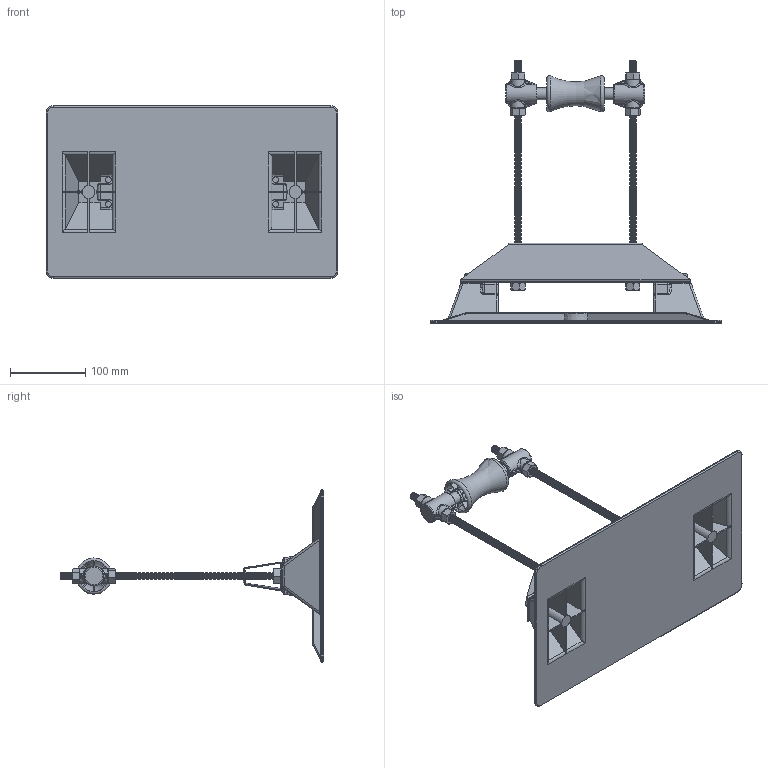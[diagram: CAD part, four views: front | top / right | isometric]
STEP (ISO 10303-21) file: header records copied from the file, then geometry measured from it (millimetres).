
FILE_DESCRIPTION((''),'2;1');
FILE_NAME('3-RAH-12.stp','2012-11-21T09:41:28',('rdavis'),(''),'Autodesk Inventor 2013','Autodesk Inventor 2013','');
FILE_SCHEMA(('AUTOMOTIVE_DESIGN { 1 0 10303 214 1 1 1 1 }'));
Length unit declared in the file: inch
Products named in the file (11): 3-RAH-12; Hex Nut_AI_HNUT 0; all metal and plastic shafts_3-RAH; NewCollarCapThickFinal; Rollers_3_ Roller; Sub assembly - No Logo; 9x15.25 No Logo; HEX BOLT 0; strut assembly; STRUT; All Thread_.375 X 12
Assembly tree (21 placements, depth 4):
  3-RAH-12
    Hex Nut_AI_HNUT 0  x4
    all metal and plastic shafts_3-RAH
    NewCollarCapThickFinal  x2
    Rollers_3_ Roller
    Sub assembly - No Logo
      9x15.25 No Logo
      HEX BOLT 0  x2
      strut assembly
        Hex Nut_AI_HNUT 0  x4
        STRUT  x2
        All Thread_.375 X 12  x2
Bounding box: 387.35 x 349.12 x 228.6 mm (x, y, z)
Volume: 694557.2 mm3; surface area: 459380.6 mm2
Topology: 19 solids, 19 shells, 2844 faces, 7265 edges, 4566 vertices
Faces by surface type: plane 1003, cone 835, cylinder 612, bspline 298, torus 76, sphere 20
Full cylindrical faces by diameter (mm): 3.556 x4, 7.62 x4, 9.347 x8, 9.525 x342, 9.652 x2, 9.922 x4, 10.312 x4, 11.1 x4, 11.113 x8, 12.7 x2, 12.954 x2, 14.275 x4, 15.799 x1, 16.272 x2, 16.922 x1, 19.939 x2, 41.224 x2
Entity records: 74289 total; most frequent: CARTESIAN_POINT 29110, ORIENTED_EDGE 8520, DIRECTION 8188, EDGE_CURVE 4260, VERTEX_POINT 2934, AXIS2_PLACEMENT_3D 2877, EDGE_LOOP 2708, VECTOR 2434
